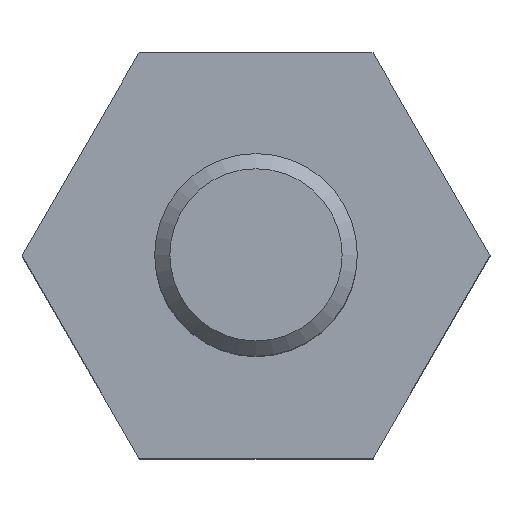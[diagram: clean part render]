
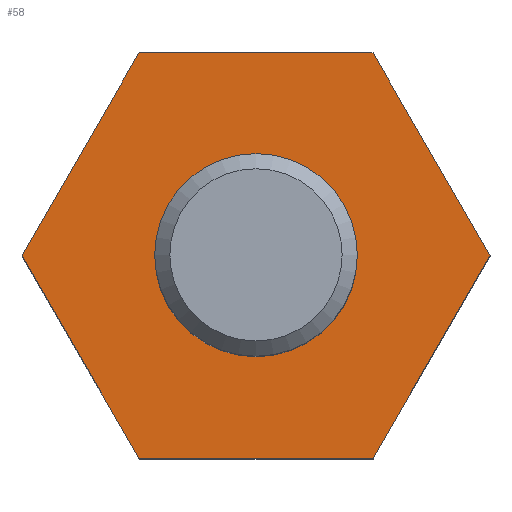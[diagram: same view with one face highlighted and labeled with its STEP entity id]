
A CAD part, top view. The second image highlights one B-rep face of the part: STEP entity #58.
In plain terms, the highlighted planar face has unit normal (0, 0, 1).
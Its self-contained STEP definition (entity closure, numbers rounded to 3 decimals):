
#58 = ADVANCED_FACE( '', ( #134, #135 ), #136, .T. );
#134 = FACE_BOUND( '', #232, .T. );
#135 = FACE_OUTER_BOUND( '', #233, .T. );
#136 = PLANE( '', #234 );
#232 = EDGE_LOOP( '', ( #334 ) );
#233 = EDGE_LOOP( '', ( #335, #336, #337, #338, #339, #340 ) );
#234 = AXIS2_PLACEMENT_3D( '', #341, #342, #343 );
#334 = ORIENTED_EDGE( '', *, *, #509, .T. );
#335 = ORIENTED_EDGE( '', *, *, #511, .T. );
#336 = ORIENTED_EDGE( '', *, *, #512, .T. );
#337 = ORIENTED_EDGE( '', *, *, #513, .T. );
#338 = ORIENTED_EDGE( '', *, *, #514, .T. );
#339 = ORIENTED_EDGE( '', *, *, #515, .T. );
#340 = ORIENTED_EDGE( '', *, *, #516, .T. );
#341 = CARTESIAN_POINT( '', ( 0., 0., 0. ) );
#342 = DIRECTION( '', ( 0., 0., 1. ) );
#343 = DIRECTION( '', ( 1., 0., 0. ) );
#509 = EDGE_CURVE( '', #586, #586, #587, .F. );
#511 = EDGE_CURVE( '', #589, #590, #591, .T. );
#512 = EDGE_CURVE( '', #590, #592, #593, .T. );
#513 = EDGE_CURVE( '', #592, #594, #595, .T. );
#514 = EDGE_CURVE( '', #594, #596, #597, .T. );
#515 = EDGE_CURVE( '', #596, #598, #599, .T. );
#516 = EDGE_CURVE( '', #598, #589, #600, .T. );
#586 = VERTEX_POINT( '', #686 );
#587 = CIRCLE( '', #687, 1.85 );
#589 = VERTEX_POINT( '', #689 );
#590 = VERTEX_POINT( '', #690 );
#591 = LINE( '', #691, #692 );
#592 = VERTEX_POINT( '', #693 );
#593 = LINE( '', #694, #695 );
#594 = VERTEX_POINT( '', #696 );
#595 = LINE( '', #697, #698 );
#596 = VERTEX_POINT( '', #699 );
#597 = LINE( '', #700, #701 );
#598 = VERTEX_POINT( '', #702 );
#599 = LINE( '', #703, #704 );
#600 = LINE( '', #705, #706 );
#686 = CARTESIAN_POINT( '', ( 1.85, 0., 0. ) );
#687 = AXIS2_PLACEMENT_3D( '', #806, #807, #808 );
#689 = CARTESIAN_POINT( '', ( -2.309, -4., 0. ) );
#690 = CARTESIAN_POINT( '', ( 2.309, -4., 0. ) );
#691 = CARTESIAN_POINT( '', ( -2.309, -4., 0. ) );
#692 = VECTOR( '', #809, 1000. );
#693 = CARTESIAN_POINT( '', ( 4.619, 0., 0. ) );
#694 = CARTESIAN_POINT( '', ( 2.309, -4., 0. ) );
#695 = VECTOR( '', #810, 1000. );
#696 = CARTESIAN_POINT( '', ( 2.309, 4., 0. ) );
#697 = CARTESIAN_POINT( '', ( 4.619, 0., 0. ) );
#698 = VECTOR( '', #811, 1000. );
#699 = CARTESIAN_POINT( '', ( -2.309, 4., 0. ) );
#700 = CARTESIAN_POINT( '', ( 2.309, 4., 0. ) );
#701 = VECTOR( '', #812, 1000. );
#702 = CARTESIAN_POINT( '', ( -4.619, 0., 0. ) );
#703 = CARTESIAN_POINT( '', ( -2.309, 4., 0. ) );
#704 = VECTOR( '', #813, 1000. );
#705 = CARTESIAN_POINT( '', ( -4.619, 0., 0. ) );
#706 = VECTOR( '', #814, 1000. );
#806 = CARTESIAN_POINT( '', ( 0., 0., 0. ) );
#807 = DIRECTION( '', ( 0., 0., 1. ) );
#808 = DIRECTION( '', ( 1., 0., 0. ) );
#809 = DIRECTION( '', ( 1., 0., 0. ) );
#810 = DIRECTION( '', ( 0.5, 0.866, 0. ) );
#811 = DIRECTION( '', ( -0.5, 0.866, 0. ) );
#812 = DIRECTION( '', ( -1., 0., 0. ) );
#813 = DIRECTION( '', ( -0.5, -0.866, 0. ) );
#814 = DIRECTION( '', ( 0.5, -0.866, 0. ) );
